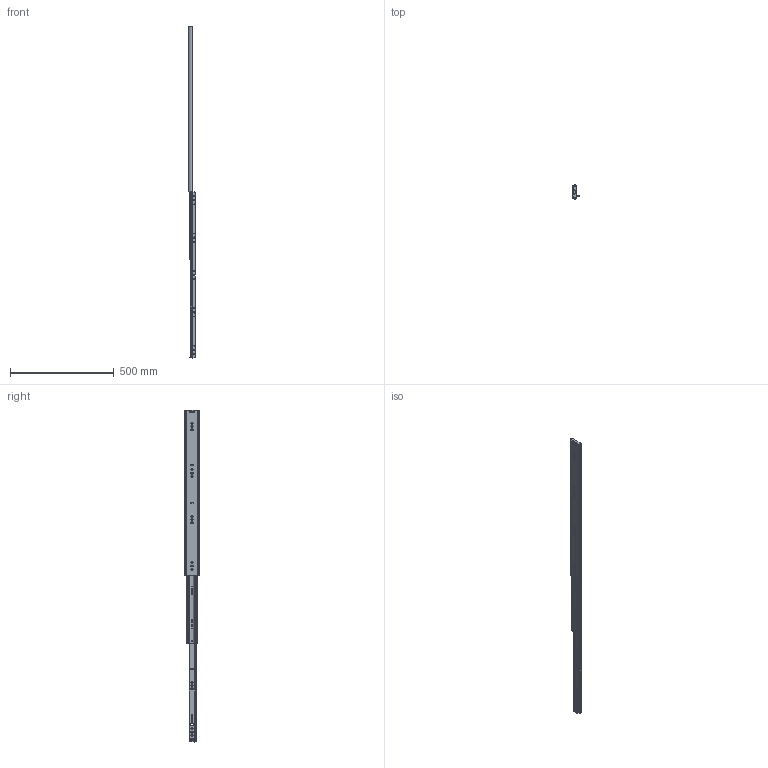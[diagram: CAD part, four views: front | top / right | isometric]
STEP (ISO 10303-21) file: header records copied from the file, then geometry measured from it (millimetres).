
FILE_DESCRIPTION(/* description */ ('Vollauszug Serie 070 800x800 Rechts'),/* implementation_level */ '2;1');
FILE_NAME(/* name */ '07000076014.stp',/* time_stamp */ '2020-07-22T16:48:03+02:00',/* author */ ('Philipp Joos'),/* organization */ (''),/* preprocessor_version */ 'ST-DEVELOPER v18',/* originating_system */ 'Autodesk Inventor 2020',/* authorisation */ '');
FILE_SCHEMA (('AUTOMOTIVE_DESIGN { 1 0 10303 214 3 1 1 }'));
Products named in the file (1): 07000076014
Bounding box: 32.58 x 69.3 x 1600 mm (x, y, z)
Volume: 478297.4 mm3; surface area: 565731 mm2
Topology: 124 solids, 124 shells, 4833 faces, 14459 edges, 9581 vertices
Faces by surface type: plane 2280, cylinder 1972, sphere 279, cone 170, torus 102, bspline 30
Full cylindrical faces by diameter (mm): 2 x4, 3.5 x2, 4 x1, 4.5 x5, 4.7 x15, 5 x2, 5.1 x2, 5.9 x2, 6 x2, 6.2 x4, 6.5 x9, 7.8 x8, 8 x2, 8.2 x1, 9 x4, 9.6 x4, 14 x3
Entity records: 173368 total; most frequent: CARTESIAN_POINT 35933, ORIENTED_EDGE 28464, DIRECTION 27791, EDGE_CURVE 14232, AXIS2_PLACEMENT_3D 9801, VERTEX_POINT 9581, LINE 8189, VECTOR 8189
